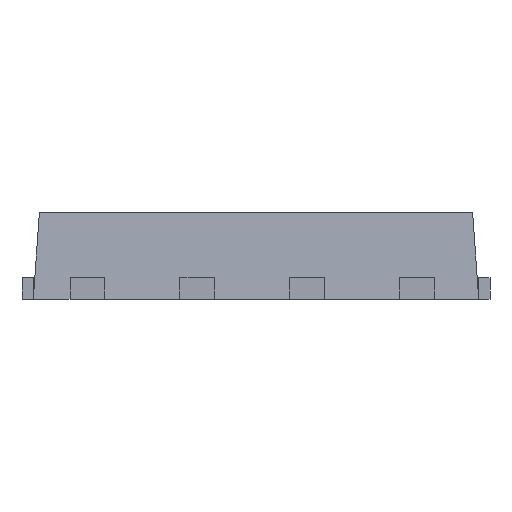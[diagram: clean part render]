
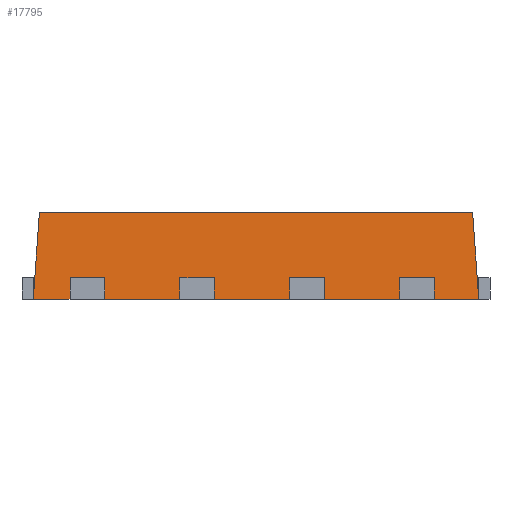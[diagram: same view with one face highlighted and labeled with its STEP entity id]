
A CAD part, front view. The second image highlights one B-rep face of the part: STEP entity #17795.
In plain terms, the highlighted planar face has unit normal (0, -0.998, 0.07).
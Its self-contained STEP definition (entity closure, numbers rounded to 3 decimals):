
#3164=FACE_OUTER_BOUND('',#4195,.T.);
#4195=EDGE_LOOP('',(#16496,#16497,#16498,#16499,#16500,#16501,#16502,#16503,
#16504,#16505,#16506,#16507,#16508,#16509,#16510,#16511,#16512,#16513,#16514,
#16515,#16516));
#5352=LINE('',#34018,#6645);
#5358=LINE('',#34052,#6651);
#5362=LINE('',#34061,#6655);
#5368=LINE('',#34071,#6661);
#5435=LINE('',#34208,#6728);
#5439=LINE('',#34217,#6732);
#5443=LINE('',#34226,#6736);
#5448=LINE('',#34236,#6741);
#5450=LINE('',#34241,#6743);
#5456=LINE('',#34253,#6749);
#5462=LINE('',#34265,#6755);
#5468=LINE('',#34275,#6761);
#5469=LINE('',#34276,#6762);
#5470=LINE('',#34277,#6763);
#5472=LINE('',#34281,#6765);
#5477=LINE('',#34290,#6770);
#5484=LINE('',#34300,#6777);
#5485=LINE('',#34302,#6778);
#5486=LINE('',#34308,#6779);
#5487=LINE('',#34309,#6780);
#5488=LINE('',#34310,#6781);
#6645=VECTOR('',#19843,10.);
#6651=VECTOR('',#19887,10.);
#6655=VECTOR('',#19893,10.);
#6661=VECTOR('',#19903,10.);
#6728=VECTOR('',#20010,10.);
#6732=VECTOR('',#20016,10.);
#6736=VECTOR('',#20022,10.);
#6741=VECTOR('',#20029,10.);
#6743=VECTOR('',#20033,10.);
#6749=VECTOR('',#20043,10.);
#6755=VECTOR('',#20053,10.);
#6761=VECTOR('',#20063,10.);
#6762=VECTOR('',#20064,10.);
#6763=VECTOR('',#20065,10.);
#6765=VECTOR('',#20069,10.);
#6770=VECTOR('',#20076,10.);
#6777=VECTOR('',#20089,10.);
#6778=VECTOR('',#20092,10.);
#6779=VECTOR('',#20103,10.);
#6780=VECTOR('',#20104,10.);
#6781=VECTOR('',#20105,10.);
#8457=VERTEX_POINT('',#34015);
#8458=VERTEX_POINT('',#34017);
#8466=VERTEX_POINT('',#34050);
#8467=VERTEX_POINT('',#34051);
#8470=VERTEX_POINT('',#34059);
#8471=VERTEX_POINT('',#34060);
#8522=VERTEX_POINT('',#34206);
#8523=VERTEX_POINT('',#34207);
#8526=VERTEX_POINT('',#34215);
#8527=VERTEX_POINT('',#34216);
#8530=VERTEX_POINT('',#34224);
#8531=VERTEX_POINT('',#34225);
#8535=VERTEX_POINT('',#34235);
#8536=VERTEX_POINT('',#34239);
#8537=VERTEX_POINT('',#34240);
#8540=VERTEX_POINT('',#34251);
#8541=VERTEX_POINT('',#34252);
#8544=VERTEX_POINT('',#34263);
#8545=VERTEX_POINT('',#34264);
#8548=VERTEX_POINT('',#34279);
#8551=VERTEX_POINT('',#34289);
#11064=EDGE_CURVE('',#8457,#8458,#5352,.T.);
#11076=EDGE_CURVE('',#8466,#8467,#5358,.T.);
#11080=EDGE_CURVE('',#8470,#8471,#5362,.T.);
#11086=EDGE_CURVE('',#8471,#8466,#5368,.T.);
#11153=EDGE_CURVE('',#8522,#8523,#5435,.T.);
#11157=EDGE_CURVE('',#8526,#8527,#5439,.T.);
#11161=EDGE_CURVE('',#8530,#8531,#5443,.T.);
#11166=EDGE_CURVE('',#8531,#8535,#5448,.T.);
#11168=EDGE_CURVE('',#8536,#8537,#5450,.T.);
#11174=EDGE_CURVE('',#8540,#8541,#5456,.T.);
#11180=EDGE_CURVE('',#8544,#8545,#5462,.T.);
#11186=EDGE_CURVE('',#8541,#8522,#5468,.T.);
#11187=EDGE_CURVE('',#8545,#8530,#5469,.T.);
#11188=EDGE_CURVE('',#8537,#8526,#5470,.T.);
#11190=EDGE_CURVE('',#8548,#8457,#5472,.T.);
#11195=EDGE_CURVE('',#8551,#8458,#5477,.T.);
#11202=EDGE_CURVE('',#8527,#8544,#5484,.T.);
#11203=EDGE_CURVE('',#8535,#8540,#5485,.T.);
#11204=EDGE_CURVE('',#8548,#8470,#5486,.T.);
#11205=EDGE_CURVE('',#8523,#8551,#5487,.T.);
#11206=EDGE_CURVE('',#8467,#8536,#5488,.T.);
#16496=ORIENTED_EDGE('',*,*,#11076,.T.);
#16497=ORIENTED_EDGE('',*,*,#11206,.T.);
#16498=ORIENTED_EDGE('',*,*,#11168,.T.);
#16499=ORIENTED_EDGE('',*,*,#11188,.T.);
#16500=ORIENTED_EDGE('',*,*,#11157,.T.);
#16501=ORIENTED_EDGE('',*,*,#11202,.T.);
#16502=ORIENTED_EDGE('',*,*,#11180,.T.);
#16503=ORIENTED_EDGE('',*,*,#11187,.T.);
#16504=ORIENTED_EDGE('',*,*,#11161,.T.);
#16505=ORIENTED_EDGE('',*,*,#11166,.T.);
#16506=ORIENTED_EDGE('',*,*,#11203,.T.);
#16507=ORIENTED_EDGE('',*,*,#11174,.T.);
#16508=ORIENTED_EDGE('',*,*,#11186,.T.);
#16509=ORIENTED_EDGE('',*,*,#11153,.T.);
#16510=ORIENTED_EDGE('',*,*,#11205,.T.);
#16511=ORIENTED_EDGE('',*,*,#11195,.T.);
#16512=ORIENTED_EDGE('',*,*,#11064,.F.);
#16513=ORIENTED_EDGE('',*,*,#11190,.F.);
#16514=ORIENTED_EDGE('',*,*,#11204,.T.);
#16515=ORIENTED_EDGE('',*,*,#11080,.T.);
#16516=ORIENTED_EDGE('',*,*,#11086,.T.);
#16815=PLANE('',#18177);
#17795=ADVANCED_FACE('',(#3164),#16815,.T.);
#18177=AXIS2_PLACEMENT_3D('',#34312,#20108,#20109);
#19843=DIRECTION('',(1.,0.,0.));
#19887=DIRECTION('',(0.,-0.071,-0.998));
#19893=DIRECTION('',(0.,0.071,0.998));
#19903=DIRECTION('',(1.,0.,0.));
#20010=DIRECTION('',(0.,-0.071,-0.998));
#20016=DIRECTION('',(0.,-0.071,-0.998));
#20022=DIRECTION('',(0.,-0.071,-0.998));
#20029=DIRECTION('',(0.12,-0.07,-0.99));
#20033=DIRECTION('',(0.,0.071,0.998));
#20043=DIRECTION('',(0.,0.071,0.998));
#20053=DIRECTION('',(0.,0.071,0.998));
#20063=DIRECTION('',(1.,0.,0.));
#20064=DIRECTION('',(1.,0.,0.));
#20065=DIRECTION('',(1.,0.,0.));
#20069=DIRECTION('',(0.07,0.07,0.995));
#20076=DIRECTION('',(-0.07,0.07,0.995));
#20089=DIRECTION('',(1.,0.,0.));
#20092=DIRECTION('',(1.,0.,0.));
#20103=DIRECTION('',(1.,0.,0.));
#20104=DIRECTION('',(1.,0.,0.));
#20105=DIRECTION('',(1.,0.,0.));
#20108=DIRECTION('center_axis',(0.,-0.998,0.071));
#20109=DIRECTION('ref_axis',(0.,-0.071,-0.998));
#34015=CARTESIAN_POINT('',(0.071,0.071,1.));
#34017=CARTESIAN_POINT('',(5.079,0.071,1.));
#34018=CARTESIAN_POINT('',(5.079,0.071,1.));
#34050=CARTESIAN_POINT('',(0.825,0.018,0.25));
#34051=CARTESIAN_POINT('',(0.825,0.,0.));
#34052=CARTESIAN_POINT('',(0.825,-0.001,-0.017));
#34059=CARTESIAN_POINT('',(0.425,0.,0.));
#34060=CARTESIAN_POINT('',(0.425,0.018,0.25));
#34061=CARTESIAN_POINT('',(0.425,0.001,0.015));
#34071=CARTESIAN_POINT('',(0.313,0.018,0.25));
#34206=CARTESIAN_POINT('',(4.635,0.018,0.25));
#34207=CARTESIAN_POINT('',(4.635,0.,0.));
#34208=CARTESIAN_POINT('',(4.635,-0.001,-0.017));
#34215=CARTESIAN_POINT('',(2.095,0.018,0.25));
#34216=CARTESIAN_POINT('',(2.095,0.,0.));
#34217=CARTESIAN_POINT('',(2.095,0.,0.));
#34224=CARTESIAN_POINT('',(3.364,0.018,0.25));
#34225=CARTESIAN_POINT('',(3.364,0.,0.007));
#34226=CARTESIAN_POINT('',(3.364,0.,0.));
#34235=CARTESIAN_POINT('',(3.365,0.,0.));
#34236=CARTESIAN_POINT('',(3.341,0.014,0.199));
#34239=CARTESIAN_POINT('',(1.695,0.,0.));
#34240=CARTESIAN_POINT('',(1.695,0.018,0.25));
#34241=CARTESIAN_POINT('',(1.695,0.001,0.015));
#34251=CARTESIAN_POINT('',(4.237,0.,0.));
#34252=CARTESIAN_POINT('',(4.237,0.018,0.25));
#34253=CARTESIAN_POINT('',(4.237,0.,0.002));
#34263=CARTESIAN_POINT('',(2.965,0.,0.));
#34264=CARTESIAN_POINT('',(2.965,0.018,0.25));
#34265=CARTESIAN_POINT('',(2.965,0.,0.002));
#34275=CARTESIAN_POINT('',(1.583,0.018,0.25));
#34276=CARTESIAN_POINT('',(1.583,0.018,0.25));
#34277=CARTESIAN_POINT('',(1.583,0.018,0.25));
#34279=CARTESIAN_POINT('',(0.,0.,0.));
#34281=CARTESIAN_POINT('',(0.,0.,0.));
#34289=CARTESIAN_POINT('',(5.15,0.,0.));
#34290=CARTESIAN_POINT('',(5.15,0.,0.));
#34300=CARTESIAN_POINT('',(0.,0.,0.));
#34302=CARTESIAN_POINT('',(0.,0.,0.));
#34308=CARTESIAN_POINT('',(0.,0.,0.));
#34309=CARTESIAN_POINT('',(0.,0.,0.));
#34310=CARTESIAN_POINT('',(0.,0.,0.));
#34312=CARTESIAN_POINT('Origin',(0.,0.,0.));
